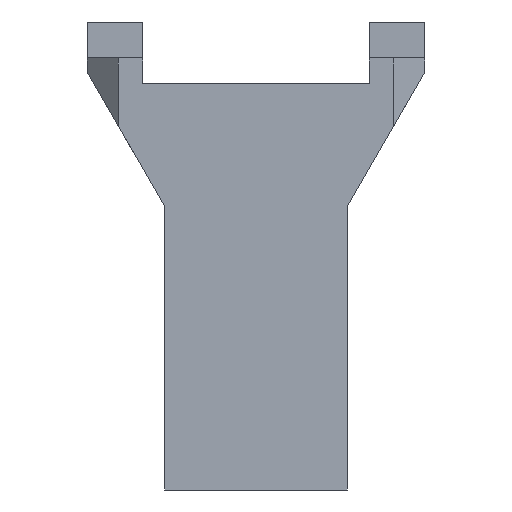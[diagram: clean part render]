
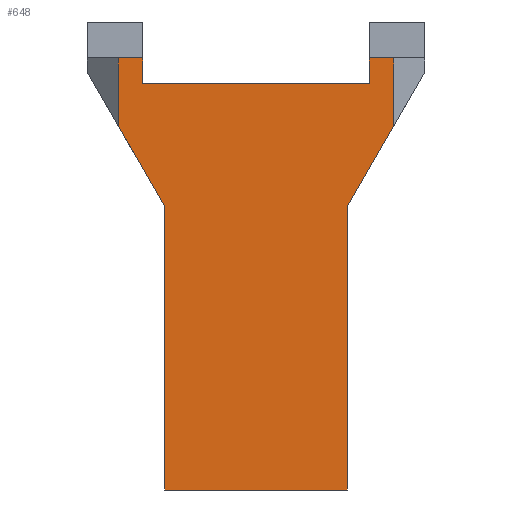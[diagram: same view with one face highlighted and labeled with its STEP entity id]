
A CAD part, left-side view. The second image highlights one B-rep face of the part: STEP entity #648.
In plain terms, the highlighted planar face has unit normal (-1, 0, 0).
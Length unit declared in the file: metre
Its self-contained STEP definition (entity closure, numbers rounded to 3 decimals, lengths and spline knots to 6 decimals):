
#61=ORIENTED_EDGE('',*,*,#242,.F.);
#62=ORIENTED_EDGE('',*,*,#243,.T.);
#63=ORIENTED_EDGE('',*,*,#244,.T.);
#64=ORIENTED_EDGE('',*,*,#245,.F.);
#65=ORIENTED_EDGE('',*,*,#236,.F.);
#66=ORIENTED_EDGE('',*,*,#246,.F.);
#67=ORIENTED_EDGE('',*,*,#247,.F.);
#68=ORIENTED_EDGE('',*,*,#220,.F.);
#69=ORIENTED_EDGE('',*,*,#248,.F.);
#70=ORIENTED_EDGE('',*,*,#249,.F.);
#71=ORIENTED_EDGE('',*,*,#250,.F.);
#72=ORIENTED_EDGE('',*,*,#251,.F.);
#220=EDGE_CURVE('',#311,#307,#372,.T.);
#236=EDGE_CURVE('',#326,#327,#388,.T.);
#242=EDGE_CURVE('',#332,#333,#394,.T.);
#243=EDGE_CURVE('',#332,#334,#395,.T.);
#244=EDGE_CURVE('',#334,#335,#396,.T.);
#245=EDGE_CURVE('',#327,#335,#397,.T.);
#246=EDGE_CURVE('',#336,#326,#398,.T.);
#247=EDGE_CURVE('',#307,#336,#399,.T.);
#248=EDGE_CURVE('',#337,#311,#400,.T.);
#249=EDGE_CURVE('',#338,#337,#401,.T.);
#250=EDGE_CURVE('',#339,#338,#402,.T.);
#251=EDGE_CURVE('',#333,#339,#403,.T.);
#307=VERTEX_POINT('',#916);
#311=VERTEX_POINT('',#932);
#326=VERTEX_POINT('',#967);
#327=VERTEX_POINT('',#968);
#332=VERTEX_POINT('',#980);
#333=VERTEX_POINT('',#981);
#334=VERTEX_POINT('',#983);
#335=VERTEX_POINT('',#985);
#336=VERTEX_POINT('',#988);
#337=VERTEX_POINT('',#991);
#338=VERTEX_POINT('',#993);
#339=VERTEX_POINT('',#995);
#372=LINE('',#933,#449);
#388=LINE('',#966,#465);
#394=LINE('',#979,#471);
#395=LINE('',#982,#472);
#396=LINE('',#984,#473);
#397=LINE('',#986,#474);
#398=LINE('',#987,#475);
#399=LINE('',#989,#476);
#400=LINE('',#990,#477);
#401=LINE('',#992,#478);
#402=LINE('',#994,#479);
#403=LINE('',#996,#480);
#449=VECTOR('',#747,1.);
#465=VECTOR('',#769,1.);
#471=VECTOR('',#777,1.);
#472=VECTOR('',#778,1.);
#473=VECTOR('',#779,1.);
#474=VECTOR('',#780,1.);
#475=VECTOR('',#781,1.);
#476=VECTOR('',#782,1.);
#477=VECTOR('',#783,1.);
#478=VECTOR('',#784,1.);
#479=VECTOR('',#785,1.);
#480=VECTOR('',#786,1.);
#526=EDGE_LOOP('',(#61,#62,#63,#64,#65,#66,#67,#68,#69,#70,#71,#72));
#573=FACE_BOUND('',#526,.T.);
#620=PLANE('',#696);
#648=ADVANCED_FACE('',(#573),#620,.F.);
#696=AXIS2_PLACEMENT_3D('',#978,#775,#776);
#747=DIRECTION('',(0.,0.,1.));
#769=DIRECTION('',(0.,-1.,0.));
#775=DIRECTION('',(1.,0.,0.));
#776=DIRECTION('',(0.,0.,-1.));
#777=DIRECTION('',(0.,-1.,0.));
#778=DIRECTION('',(0.,0.,-1.));
#779=DIRECTION('',(0.,1.,0.));
#780=DIRECTION('',(0.,0.,-1.));
#781=DIRECTION('',(0.,0.,1.));
#782=DIRECTION('',(0.,0.5,0.866));
#783=DIRECTION('',(0.,1.,0.));
#784=DIRECTION('',(0.,0.,-1.));
#785=DIRECTION('',(0.,0.5,-0.866));
#786=DIRECTION('',(0.,0.,-1.));
#916=CARTESIAN_POINT('',(0.005,0.0037,0.013));
#932=CARTESIAN_POINT('',(0.005,0.0037,0.0015));
#933=CARTESIAN_POINT('',(0.005,0.0037,0.00975));
#966=CARTESIAN_POINT('',(0.005,0.00485,0.019041));
#967=CARTESIAN_POINT('',(0.005,0.0056,0.019041));
#968=CARTESIAN_POINT('',(0.005,0.0046,0.019041));
#978=CARTESIAN_POINT('',(0.005,-0.003702,0.00975));
#979=CARTESIAN_POINT('',(0.005,-0.00485,0.019041));
#980=CARTESIAN_POINT('',(0.005,-0.0046,0.019041));
#981=CARTESIAN_POINT('',(0.005,-0.0056,0.019041));
#982=CARTESIAN_POINT('',(0.005,-0.0046,0.00975));
#983=CARTESIAN_POINT('',(0.005,-0.0046,0.018));
#984=CARTESIAN_POINT('',(0.005,-0.003702,0.018));
#985=CARTESIAN_POINT('',(0.005,0.0046,0.018));
#986=CARTESIAN_POINT('',(0.005,0.0046,0.00975));
#987=CARTESIAN_POINT('',(0.005,0.0056,0.017666));
#988=CARTESIAN_POINT('',(0.005,0.0056,0.016291));
#989=CARTESIAN_POINT('',(0.005,0.00465,0.014645));
#990=CARTESIAN_POINT('',(0.005,-0.003702,0.0015));
#991=CARTESIAN_POINT('',(0.005,-0.0037,0.0015));
#992=CARTESIAN_POINT('',(0.005,-0.0037,0.00975));
#993=CARTESIAN_POINT('',(0.005,-0.0037,0.013));
#994=CARTESIAN_POINT('',(0.005,-0.00465,0.014645));
#995=CARTESIAN_POINT('',(0.005,-0.0056,0.016291));
#996=CARTESIAN_POINT('',(0.005,-0.0056,0.017666));
